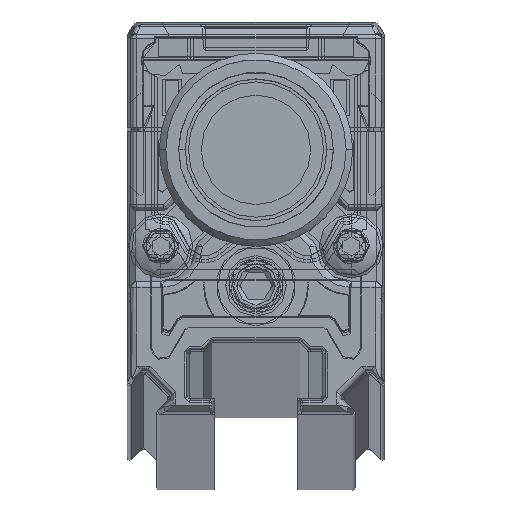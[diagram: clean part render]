
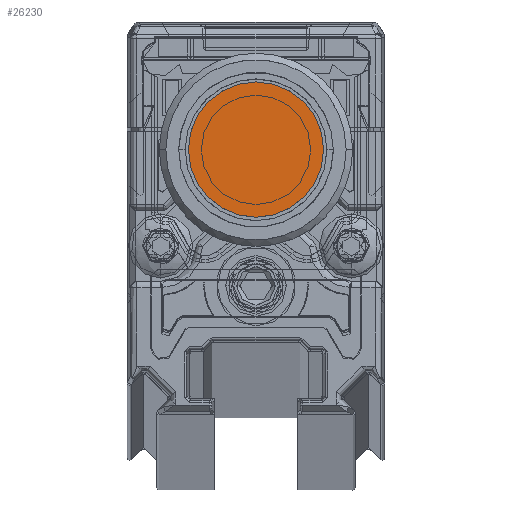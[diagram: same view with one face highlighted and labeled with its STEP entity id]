
A CAD part, top view. The second image highlights one B-rep face of the part: STEP entity #26230.
In plain terms, the highlighted face is planar.
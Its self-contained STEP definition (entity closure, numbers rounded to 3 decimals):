
#25430=CARTESIAN_POINT('',(0.,0.,0.));
#25431=DIRECTION('',(0.,-1.,0.));
#25432=DIRECTION('',(1.,0.,0.));
#25433=AXIS2_PLACEMENT_3D('',#25430,#25431,#25432);
#25435=CARTESIAN_POINT('',(0.,0.,0.));
#25436=DIRECTION('',(0.,-1.,0.));
#25437=DIRECTION('',(-1.,0.,0.));
#25438=AXIS2_PLACEMENT_3D('',#25435,#25436,#25437);
#25536=CARTESIAN_POINT('',(-5.25,0.,0.));
#25537=VERTEX_POINT('',#25536);
#25538=CARTESIAN_POINT('',(5.25,0.,0.));
#25539=VERTEX_POINT('',#25538);
#26221=CARTESIAN_POINT('',(0.,0.,0.));
#26222=DIRECTION('',(0.,-1.,0.));
#26223=DIRECTION('',(1.,0.,0.));
#26224=AXIS2_PLACEMENT_3D('',#26221,#26222,#26223);
#26225=PLANE('',#26224);
#26226=ORIENTED_EDGE('',*,*,#26207,.T.);
#26227=ORIENTED_EDGE('',*,*,#26189,.T.);
#26228=EDGE_LOOP('',(#26226,#26227));
#26229=FACE_OUTER_BOUND('',#26228,.F.);
#26230=ADVANCED_FACE('',(#26229),#26225,.F.);
#25434=CIRCLE('',#25433,5.25);
#25439=CIRCLE('',#25438,5.25);
#26189=EDGE_CURVE('',#25537,#25539,#25439,.T.);
#26207=EDGE_CURVE('',#25539,#25537,#25434,.T.);
